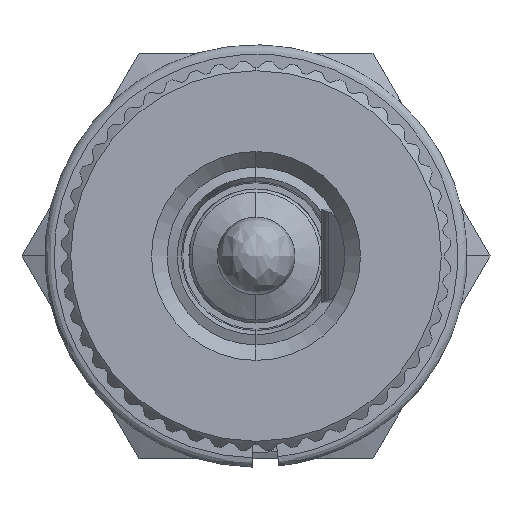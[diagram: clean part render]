
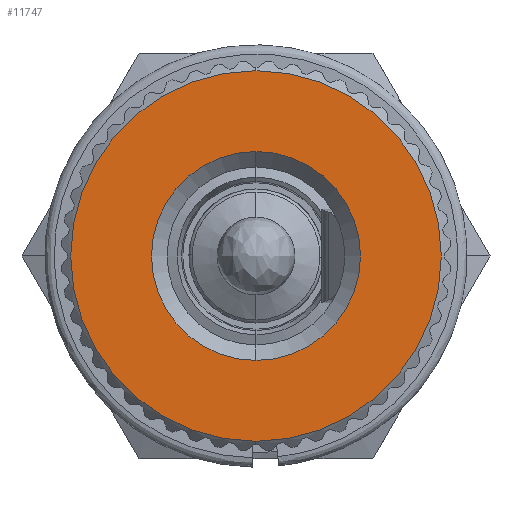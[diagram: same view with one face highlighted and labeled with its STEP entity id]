
A CAD part, left-side view. The second image highlights one B-rep face of the part: STEP entity #11747.
In plain terms, the highlighted planar face has unit normal (-1, 0, 0).
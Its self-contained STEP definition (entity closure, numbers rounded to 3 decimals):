
#598 = ORIENTED_EDGE ( 'NONE', *, *, #3922, .T. ) ;
#789 = DIRECTION ( 'NONE',  ( 0., 0., -1. ) ) ;
#1424 = DIRECTION ( 'NONE',  ( 1., 0., 0. ) ) ;
#1486 = CARTESIAN_POINT ( 'NONE',  ( 0., 0., 0. ) ) ;
#1654 = CARTESIAN_POINT ( 'NONE',  ( 0., 0., 0. ) ) ;
#2009 = FACE_BOUND ( 'NONE', #12521, .T. ) ;
#2270 = VERTEX_POINT ( 'NONE', #9629 ) ;
#2281 = ORIENTED_EDGE ( 'NONE', *, *, #2715, .T. ) ;
#2715 = EDGE_CURVE ( 'NONE', #8931, #10675, #17732, .T. ) ;
#2764 = CIRCLE ( 'NONE', #13986, 5.943 ) ;
#3922 = EDGE_CURVE ( 'NONE', #10675, #8931, #10666, .T. ) ;
#4193 = AXIS2_PLACEMENT_3D ( 'NONE', #15163, #6618, #789 ) ;
#4545 = DIRECTION ( 'NONE',  ( 0., 0., -1. ) ) ;
#5294 = DIRECTION ( 'NONE',  ( 1., 0., 0. ) ) ;
#5886 = DIRECTION ( 'NONE',  ( 1., 0., 0. ) ) ;
#6618 = DIRECTION ( 'NONE',  ( 1., 0., 0. ) ) ;
#7231 = EDGE_CURVE ( 'NONE', #11843, #2270, #2764, .T. ) ;
#8243 = AXIS2_PLACEMENT_3D ( 'NONE', #1486, #1424, #11449 ) ;
#8683 = EDGE_LOOP ( 'NONE', ( #17789, #16376 ) ) ;
#8744 = CARTESIAN_POINT ( 'NONE',  ( 0., 0., 0. ) ) ;
#8931 = VERTEX_POINT ( 'NONE', #18454 ) ;
#9629 = CARTESIAN_POINT ( 'NONE',  ( 0., 0., 5.943 ) ) ;
#10128 = DIRECTION ( 'NONE',  ( 1., 0., 0. ) ) ;
#10252 = FACE_OUTER_BOUND ( 'NONE', #8683, .T. ) ;
#10471 = AXIS2_PLACEMENT_3D ( 'NONE', #15186, #5294, #12112 ) ;
#10666 = CIRCLE ( 'NONE', #11337, 3.35 ) ;
#10675 = VERTEX_POINT ( 'NONE', #12277 ) ;
#11337 = AXIS2_PLACEMENT_3D ( 'NONE', #1654, #10128, #15909 ) ;
#11449 = DIRECTION ( 'NONE',  ( 0., 0., -1. ) ) ;
#11747 = ADVANCED_FACE ( 'NONE', ( #2009, #10252 ), #12306, .F. ) ;
#11843 = VERTEX_POINT ( 'NONE', #18384 ) ;
#12112 = DIRECTION ( 'NONE',  ( 0., 0., -1. ) ) ;
#12277 = CARTESIAN_POINT ( 'NONE',  ( 0., 0., 3.35 ) ) ;
#12306 = PLANE ( 'NONE',  #10471 ) ;
#12521 = EDGE_LOOP ( 'NONE', ( #598, #2281 ) ) ;
#13986 = AXIS2_PLACEMENT_3D ( 'NONE', #8744, #5886, #4545 ) ;
#15163 = CARTESIAN_POINT ( 'NONE',  ( 0., 0., 0. ) ) ;
#15186 = CARTESIAN_POINT ( 'NONE',  ( 0., 0., 0. ) ) ;
#15909 = DIRECTION ( 'NONE',  ( 0., 0., -1. ) ) ;
#16376 = ORIENTED_EDGE ( 'NONE', *, *, #17980, .F. ) ;
#17732 = CIRCLE ( 'NONE', #4193, 3.35 ) ;
#17789 = ORIENTED_EDGE ( 'NONE', *, *, #7231, .F. ) ;
#17980 = EDGE_CURVE ( 'NONE', #2270, #11843, #18246, .T. ) ;
#18246 = CIRCLE ( 'NONE', #8243, 5.943 ) ;
#18384 = CARTESIAN_POINT ( 'NONE',  ( 0., 0., -5.943 ) ) ;
#18454 = CARTESIAN_POINT ( 'NONE',  ( 0., 0., -3.35 ) ) ;
